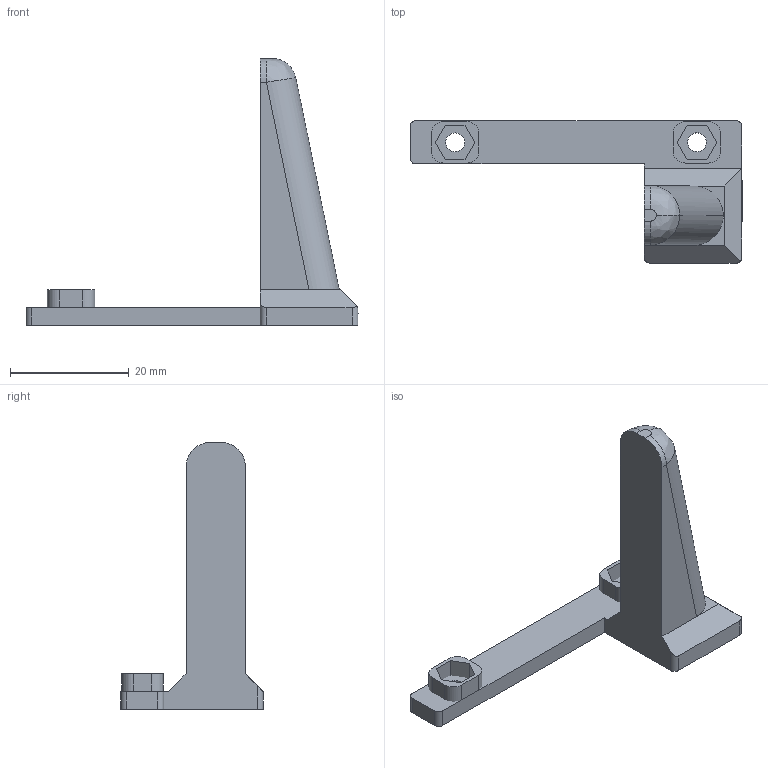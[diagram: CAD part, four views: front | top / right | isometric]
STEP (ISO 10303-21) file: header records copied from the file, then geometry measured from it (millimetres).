
FILE_DESCRIPTION(/* description */ (''),/* implementation_level */ '2;1');
FILE_NAME(/* name */ 'Jaw.step',/* time_stamp */ '2023-02-27T16:55:05Z',/* author */ (''),/* organization */ (''),/* preprocessor_version */ 'ST-DEVELOPER v19.2',/* originating_system */ 'Autodesk Translation Framework v11.17.0.187',/* authorisation */ '');
FILE_SCHEMA (('AUTOMOTIVE_DESIGN { 1 0 10303 214 3 1 1 }'));
Length unit declared in the file: millimetre
Products named in the file (1): Jaw
Bounding box: 56 x 24 x 45 mm (x, y, z)
Volume: 6019.6 mm3; surface area: 3840.5 mm2
Topology: 3 solids, 3 shells, 63 faces, 165 edges, 108 vertices
Faces by surface type: plane 42, cylinder 19, bspline 2
Full cylindrical faces by diameter (mm): 3.2 x2
Entity records: 2022 total; most frequent: CARTESIAN_POINT 385, DIRECTION 331, ORIENTED_EDGE 330, EDGE_CURVE 165, LINE 123, VECTOR 123, VERTEX_POINT 108, AXIS2_PLACEMENT_3D 104
